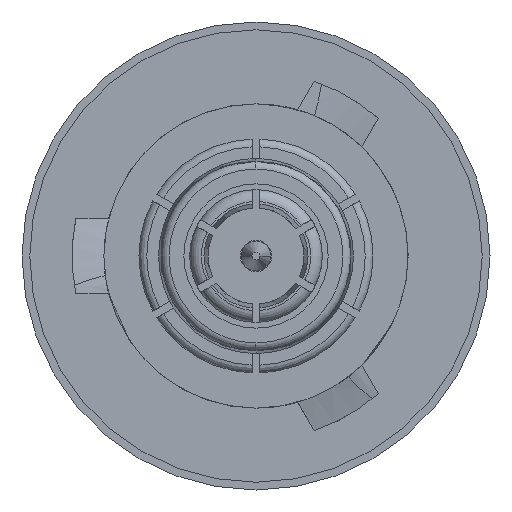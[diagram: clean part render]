
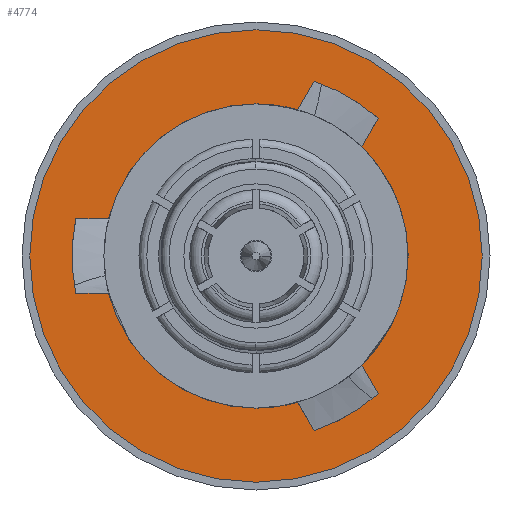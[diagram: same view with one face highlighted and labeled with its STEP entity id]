
A CAD part, left-side view. The second image highlights one B-rep face of the part: STEP entity #4774.
In plain terms, the highlighted face is planar.
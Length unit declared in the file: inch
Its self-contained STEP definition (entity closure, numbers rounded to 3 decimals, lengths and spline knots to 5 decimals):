
#59 = CARTESIAN_POINT ( 'NONE',  ( 0., 0., 0.195 ) ) ;
#181 = DIRECTION ( 'NONE',  ( 0., 0., 1. ) ) ;
#248 = DIRECTION ( 'NONE',  ( -1., 0., 0. ) ) ;
#280 = VERTEX_POINT ( 'NONE', #6549 ) ;
#283 = VERTEX_POINT ( 'NONE', #11899 ) ;
#346 = DIRECTION ( 'NONE',  ( -1., 0., 0. ) ) ;
#392 = LINE ( 'NONE', #2505, #10926 ) ;
#394 = CARTESIAN_POINT ( 'NONE',  ( 0., 0.18913, 0.0475 ) ) ;
#405 = EDGE_CURVE ( 'NONE', #280, #12112, #6316, .T. ) ;
#576 = CARTESIAN_POINT ( 'NONE',  ( 0., -0.05343, -0.18754 ) ) ;
#578 = ORIENTED_EDGE ( 'NONE', *, *, #4975, .F. ) ;
#624 = EDGE_CURVE ( 'NONE', #6625, #7789, #11862, .T. ) ;
#699 = DIRECTION ( 'NONE',  ( -1., 0., 0. ) ) ;
#729 = DIRECTION ( 'NONE',  ( -1., 0., 0. ) ) ;
#776 = CARTESIAN_POINT ( 'NONE',  ( 0., 0.23117, 0.0475 ) ) ;
#804 = DIRECTION ( 'NONE',  ( 0., 0., 1. ) ) ;
#816 = AXIS2_PLACEMENT_3D ( 'NONE', #6562, #248, #181 ) ;
#871 = LINE ( 'NONE', #3054, #7664 ) ;
#878 = DIRECTION ( 'NONE',  ( -1., 0., 0. ) ) ;
#1035 = FACE_BOUND ( 'NONE', #9303, .T. ) ;
#1055 = DIRECTION ( 'NONE',  ( 0., -0.5, 0.866 ) ) ;
#1329 = ORIENTED_EDGE ( 'NONE', *, *, #6331, .T. ) ;
#1462 = ORIENTED_EDGE ( 'NONE', *, *, #9796, .T. ) ;
#1482 = CARTESIAN_POINT ( 'NONE',  ( 0., 0.18913, -0.0475 ) ) ;
#1665 = CIRCLE ( 'NONE', #816, 0.236 ) ;
#1728 = DIRECTION ( 'NONE',  ( -1., 0., 0. ) ) ;
#1763 = DIRECTION ( 'NONE',  ( 0., 0., 1. ) ) ;
#2039 = LINE ( 'NONE', #12408, #11838 ) ;
#2056 = EDGE_CURVE ( 'NONE', #6928, #283, #1665, .T. ) ;
#2273 = AXIS2_PLACEMENT_3D ( 'NONE', #13055, #878, #804 ) ;
#2314 = ORIENTED_EDGE ( 'NONE', *, *, #9700, .T. ) ;
#2388 = DIRECTION ( 'NONE',  ( 0., 0., 1. ) ) ;
#2491 = ORIENTED_EDGE ( 'NONE', *, *, #8456, .T. ) ;
#2505 = CARTESIAN_POINT ( 'NONE',  ( 0., 0.23117, 0.0475 ) ) ;
#2624 = DIRECTION ( 'NONE',  ( -1., 0., 0. ) ) ;
#2711 = VERTEX_POINT ( 'NONE', #394 ) ;
#2717 = CARTESIAN_POINT ( 'NONE',  ( 0., 0., 0. ) ) ;
#2806 = CIRCLE ( 'NONE', #9442, 0.195 ) ;
#3036 = VERTEX_POINT ( 'NONE', #4312 ) ;
#3039 = CARTESIAN_POINT ( 'NONE',  ( 0., -0.15672, 0.17645 ) ) ;
#3054 = CARTESIAN_POINT ( 'NONE',  ( 0., -0.15672, -0.17645 ) ) ;
#3103 = CARTESIAN_POINT ( 'NONE',  ( 0., -0.07445, 0.22395 ) ) ;
#3191 = AXIS2_PLACEMENT_3D ( 'NONE', #10877, #12972, #3770 ) ;
#3200 = VECTOR ( 'NONE', #5786, 39.37008 ) ;
#3346 = DIRECTION ( 'NONE',  ( 0., -0.5, -0.866 ) ) ;
#3489 = ORIENTED_EDGE ( 'NONE', *, *, #10536, .T. ) ;
#3491 = DIRECTION ( 'NONE',  ( 0., 0., 1. ) ) ;
#3550 = ORIENTED_EDGE ( 'NONE', *, *, #7625, .T. ) ;
#3577 = DIRECTION ( 'NONE',  ( 0., 0., 1. ) ) ;
#3743 = CARTESIAN_POINT ( 'NONE',  ( 0., -0.07445, -0.22395 ) ) ;
#3754 = ORIENTED_EDGE ( 'NONE', *, *, #9072, .F. ) ;
#3763 = EDGE_CURVE ( 'NONE', #7789, #2711, #10533, .T. ) ;
#3770 = DIRECTION ( 'NONE',  ( 0., 0., 1. ) ) ;
#4243 = VERTEX_POINT ( 'NONE', #576 ) ;
#4254 = CIRCLE ( 'NONE', #3191, 0.29 ) ;
#4283 = AXIS2_PLACEMENT_3D ( 'NONE', #11853, #2624, #1763 ) ;
#4312 = CARTESIAN_POINT ( 'NONE',  ( 0., 0., -0.195 ) ) ;
#4313 = ORIENTED_EDGE ( 'NONE', *, *, #10527, .T. ) ;
#4571 = VERTEX_POINT ( 'NONE', #12126 ) ;
#4749 = AXIS2_PLACEMENT_3D ( 'NONE', #2717, #1728, #4785 ) ;
#4758 = DIRECTION ( 'NONE',  ( 0., 0., 1. ) ) ;
#4774 = ADVANCED_FACE ( 'NONE', ( #9491, #1035 ), #6482, .F. ) ;
#4785 = DIRECTION ( 'NONE',  ( 0., 0., 1. ) ) ;
#4914 = AXIS2_PLACEMENT_3D ( 'NONE', #8729, #729, #3577 ) ;
#4975 = EDGE_CURVE ( 'NONE', #11407, #4571, #4254, .T. ) ;
#5100 = CARTESIAN_POINT ( 'NONE',  ( 0., 0.195, 0. ) ) ;
#5147 = DIRECTION ( 'NONE',  ( 0., 0., 1. ) ) ;
#5445 = CARTESIAN_POINT ( 'NONE',  ( 0., -0.07445, 0.22395 ) ) ;
#5470 = DIRECTION ( 'NONE',  ( 0., 0., 1. ) ) ;
#5766 = CARTESIAN_POINT ( 'NONE',  ( 0., 0., 0. ) ) ;
#5776 = ORIENTED_EDGE ( 'NONE', *, *, #405, .T. ) ;
#5782 = CIRCLE ( 'NONE', #11773, 0.236 ) ;
#5786 = DIRECTION ( 'NONE',  ( 0., -1., 0. ) ) ;
#6114 = CARTESIAN_POINT ( 'NONE',  ( 0., -0.15672, 0.17645 ) ) ;
#6131 = CARTESIAN_POINT ( 'NONE',  ( 0., 0., 0. ) ) ;
#6178 = DIRECTION ( 'NONE',  ( 0., 0.5, -0.866 ) ) ;
#6273 = EDGE_CURVE ( 'NONE', #10811, #6767, #10029, .T. ) ;
#6316 = CIRCLE ( 'NONE', #2273, 0.195 ) ;
#6331 = EDGE_CURVE ( 'NONE', #283, #280, #871, .T. ) ;
#6336 = DIRECTION ( 'NONE',  ( 0., 1., 0. ) ) ;
#6341 = ORIENTED_EDGE ( 'NONE', *, *, #6273, .T. ) ;
#6482 = PLANE ( 'NONE',  #11945 ) ;
#6539 = VERTEX_POINT ( 'NONE', #776 ) ;
#6549 = CARTESIAN_POINT ( 'NONE',  ( 0., -0.1357, -0.14004 ) ) ;
#6562 = CARTESIAN_POINT ( 'NONE',  ( 0., 0., 0. ) ) ;
#6625 = VERTEX_POINT ( 'NONE', #7127 ) ;
#6716 = DIRECTION ( 'NONE',  ( 0., 0.5, 0.866 ) ) ;
#6767 = VERTEX_POINT ( 'NONE', #5445 ) ;
#6920 = LINE ( 'NONE', #3103, #7281 ) ;
#6928 = VERTEX_POINT ( 'NONE', #3743 ) ;
#7127 = CARTESIAN_POINT ( 'NONE',  ( 0., -0.05343, 0.18754 ) ) ;
#7247 = CIRCLE ( 'NONE', #4283, 0.195 ) ;
#7281 = VECTOR ( 'NONE', #6178, 39.37008 ) ;
#7349 = DIRECTION ( 'NONE',  ( -1., 0., 0. ) ) ;
#7387 = AXIS2_PLACEMENT_3D ( 'NONE', #7637, #7349, #3491 ) ;
#7625 = EDGE_CURVE ( 'NONE', #9228, #11589, #7785, .T. ) ;
#7637 = CARTESIAN_POINT ( 'NONE',  ( 0., 0., 0. ) ) ;
#7664 = VECTOR ( 'NONE', #6716, 39.37008 ) ;
#7785 = LINE ( 'NONE', #8586, #3200 ) ;
#7789 = VERTEX_POINT ( 'NONE', #59 ) ;
#8456 = EDGE_CURVE ( 'NONE', #11589, #3036, #7247, .T. ) ;
#8586 = CARTESIAN_POINT ( 'NONE',  ( 0., 0.23117, -0.0475 ) ) ;
#8729 = CARTESIAN_POINT ( 'NONE',  ( 0., 0., 0. ) ) ;
#9072 = EDGE_CURVE ( 'NONE', #4571, #11407, #11541, .T. ) ;
#9228 = VERTEX_POINT ( 'NONE', #13191 ) ;
#9252 = ORIENTED_EDGE ( 'NONE', *, *, #10839, .T. ) ;
#9303 = EDGE_LOOP ( 'NONE', ( #11360, #1329, #5776, #9252, #6341, #2314, #10765, #12948, #3489, #1462, #3550, #2491, #4313, #11348 ) ) ;
#9389 = AXIS2_PLACEMENT_3D ( 'NONE', #6131, #10232, #5147 ) ;
#9442 = AXIS2_PLACEMENT_3D ( 'NONE', #11551, #11670, #2388 ) ;
#9491 = FACE_OUTER_BOUND ( 'NONE', #9849, .T. ) ;
#9700 = EDGE_CURVE ( 'NONE', #6767, #6625, #6920, .T. ) ;
#9796 = EDGE_CURVE ( 'NONE', #6539, #9228, #5782, .T. ) ;
#9849 = EDGE_LOOP ( 'NONE', ( #578, #3754 ) ) ;
#10029 = CIRCLE ( 'NONE', #9389, 0.236 ) ;
#10232 = DIRECTION ( 'NONE',  ( -1., 0., 0. ) ) ;
#10476 = CARTESIAN_POINT ( 'NONE',  ( 0., -0.1357, 0.14004 ) ) ;
#10527 = EDGE_CURVE ( 'NONE', #3036, #4243, #2806, .T. ) ;
#10533 = CIRCLE ( 'NONE', #4749, 0.195 ) ;
#10536 = EDGE_CURVE ( 'NONE', #2711, #6539, #392, .T. ) ;
#10765 = ORIENTED_EDGE ( 'NONE', *, *, #624, .T. ) ;
#10811 = VERTEX_POINT ( 'NONE', #3039 ) ;
#10839 = EDGE_CURVE ( 'NONE', #12112, #10811, #11278, .T. ) ;
#10877 = CARTESIAN_POINT ( 'NONE',  ( 0., 0., 0. ) ) ;
#10926 = VECTOR ( 'NONE', #6336, 39.37008 ) ;
#11050 = CARTESIAN_POINT ( 'NONE',  ( 0., 0., 0.29 ) ) ;
#11278 = LINE ( 'NONE', #6114, #13095 ) ;
#11348 = ORIENTED_EDGE ( 'NONE', *, *, #12364, .T. ) ;
#11360 = ORIENTED_EDGE ( 'NONE', *, *, #2056, .T. ) ;
#11407 = VERTEX_POINT ( 'NONE', #11050 ) ;
#11541 = CIRCLE ( 'NONE', #4914, 0.29 ) ;
#11551 = CARTESIAN_POINT ( 'NONE',  ( 0., 0., 0. ) ) ;
#11589 = VERTEX_POINT ( 'NONE', #1482 ) ;
#11670 = DIRECTION ( 'NONE',  ( -1., 0., 0. ) ) ;
#11773 = AXIS2_PLACEMENT_3D ( 'NONE', #5766, #699, #4758 ) ;
#11838 = VECTOR ( 'NONE', #3346, 39.37008 ) ;
#11853 = CARTESIAN_POINT ( 'NONE',  ( 0., 0., 0. ) ) ;
#11862 = CIRCLE ( 'NONE', #7387, 0.195 ) ;
#11899 = CARTESIAN_POINT ( 'NONE',  ( 0., -0.15672, -0.17645 ) ) ;
#11945 = AXIS2_PLACEMENT_3D ( 'NONE', #5100, #346, #5470 ) ;
#12112 = VERTEX_POINT ( 'NONE', #10476 ) ;
#12126 = CARTESIAN_POINT ( 'NONE',  ( 0., 0., -0.29 ) ) ;
#12364 = EDGE_CURVE ( 'NONE', #4243, #6928, #2039, .T. ) ;
#12408 = CARTESIAN_POINT ( 'NONE',  ( 0., -0.07445, -0.22395 ) ) ;
#12948 = ORIENTED_EDGE ( 'NONE', *, *, #3763, .T. ) ;
#12972 = DIRECTION ( 'NONE',  ( -1., 0., 0. ) ) ;
#13055 = CARTESIAN_POINT ( 'NONE',  ( 0., 0., 0. ) ) ;
#13095 = VECTOR ( 'NONE', #1055, 39.37008 ) ;
#13191 = CARTESIAN_POINT ( 'NONE',  ( 0., 0.23117, -0.0475 ) ) ;
